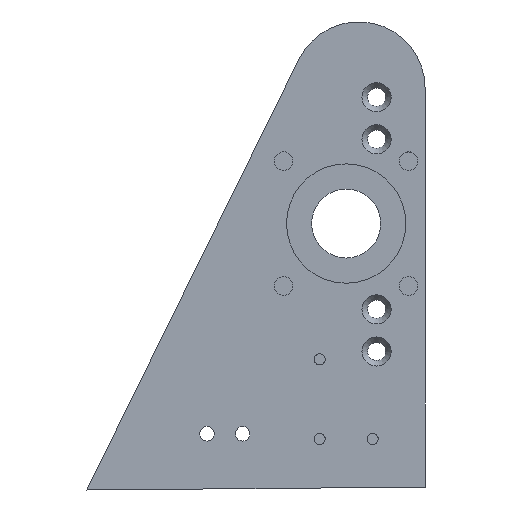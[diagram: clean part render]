
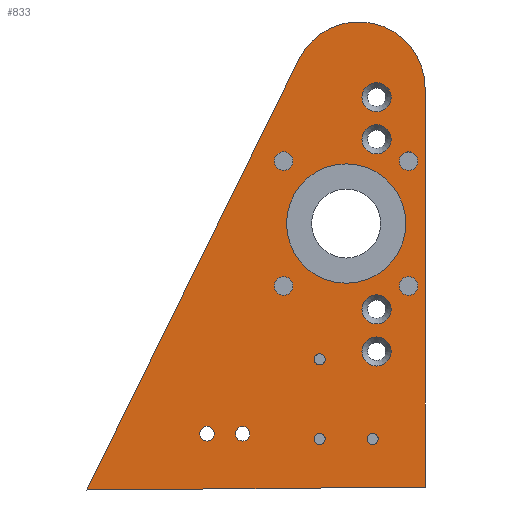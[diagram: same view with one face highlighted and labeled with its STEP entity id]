
A CAD part, left-side view. The second image highlights one B-rep face of the part: STEP entity #833.
In plain terms, the highlighted face is planar.
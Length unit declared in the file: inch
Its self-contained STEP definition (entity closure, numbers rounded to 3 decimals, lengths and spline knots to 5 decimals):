
#24=FACE_BOUND('',#177,.T.);
#25=FACE_BOUND('',#178,.T.);
#26=FACE_BOUND('',#179,.T.);
#27=FACE_BOUND('',#180,.T.);
#28=FACE_BOUND('',#181,.T.);
#29=FACE_BOUND('',#182,.T.);
#30=FACE_BOUND('',#183,.T.);
#31=FACE_BOUND('',#184,.T.);
#32=FACE_BOUND('',#185,.T.);
#33=FACE_BOUND('',#186,.T.);
#34=FACE_BOUND('',#187,.T.);
#35=FACE_BOUND('',#188,.T.);
#36=FACE_BOUND('',#189,.T.);
#37=FACE_BOUND('',#190,.T.);
#61=PLANE('',#937);
#124=FACE_OUTER_BOUND('',#176,.T.);
#176=EDGE_LOOP('',(#722,#723,#724,#725));
#177=EDGE_LOOP('',(#726));
#178=EDGE_LOOP('',(#727));
#179=EDGE_LOOP('',(#728));
#180=EDGE_LOOP('',(#729));
#181=EDGE_LOOP('',(#730));
#182=EDGE_LOOP('',(#731));
#183=EDGE_LOOP('',(#732));
#184=EDGE_LOOP('',(#733));
#185=EDGE_LOOP('',(#734));
#186=EDGE_LOOP('',(#735));
#187=EDGE_LOOP('',(#736));
#188=EDGE_LOOP('',(#737));
#189=EDGE_LOOP('',(#738));
#190=EDGE_LOOP('',(#739));
#253=LINE('',#1396,#322);
#254=LINE('',#1397,#323);
#255=LINE('',#1398,#324);
#322=VECTOR('',#1162,0.3937);
#323=VECTOR('',#1163,0.3937);
#324=VECTOR('',#1164,0.3937);
#342=CIRCLE('',#858,0.21654);
#345=CIRCLE('',#862,0.21654);
#348=CIRCLE('',#866,0.21654);
#351=CIRCLE('',#870,0.21654);
#355=CIRCLE('',#875,0.98425);
#360=CIRCLE('',#885,0.10827);
#362=CIRCLE('',#888,0.10827);
#367=CIRCLE('',#896,0.88583);
#376=CIRCLE('',#913,0.08268);
#377=CIRCLE('',#915,0.08268);
#378=CIRCLE('',#917,0.08268);
#380=CIRCLE('',#930,0.1378);
#381=CIRCLE('',#932,0.1378);
#382=CIRCLE('',#934,0.1378);
#383=CIRCLE('',#936,0.1378);
#384=VERTEX_POINT('',#1203);
#387=VERTEX_POINT('',#1211);
#390=VERTEX_POINT('',#1219);
#393=VERTEX_POINT('',#1227);
#398=VERTEX_POINT('',#1238);
#399=VERTEX_POINT('',#1240);
#404=VERTEX_POINT('',#1260);
#406=VERTEX_POINT('',#1266);
#411=VERTEX_POINT('',#1281);
#422=VERTEX_POINT('',#1312);
#423=VERTEX_POINT('',#1316);
#424=VERTEX_POINT('',#1320);
#442=VERTEX_POINT('',#1378);
#443=VERTEX_POINT('',#1382);
#444=VERTEX_POINT('',#1386);
#445=VERTEX_POINT('',#1390);
#446=VERTEX_POINT('',#1394);
#447=VERTEX_POINT('',#1395);
#458=EDGE_CURVE('',#384,#384,#342,.T.);
#462=EDGE_CURVE('',#387,#387,#345,.T.);
#466=EDGE_CURVE('',#390,#390,#348,.T.);
#470=EDGE_CURVE('',#393,#393,#351,.T.);
#476=EDGE_CURVE('',#398,#399,#355,.T.);
#486=EDGE_CURVE('',#404,#404,#360,.T.);
#489=EDGE_CURVE('',#406,#406,#362,.T.);
#496=EDGE_CURVE('',#411,#411,#367,.T.);
#508=EDGE_CURVE('',#422,#422,#376,.T.);
#510=EDGE_CURVE('',#423,#423,#377,.T.);
#512=EDGE_CURVE('',#424,#424,#378,.T.);
#541=EDGE_CURVE('',#442,#442,#380,.T.);
#543=EDGE_CURVE('',#443,#443,#381,.T.);
#545=EDGE_CURVE('',#444,#444,#382,.T.);
#547=EDGE_CURVE('',#445,#445,#383,.T.);
#549=EDGE_CURVE('',#446,#447,#253,.T.);
#550=EDGE_CURVE('',#399,#447,#254,.T.);
#551=EDGE_CURVE('',#446,#398,#255,.T.);
#722=ORIENTED_EDGE('',*,*,#549,.T.);
#723=ORIENTED_EDGE('',*,*,#550,.F.);
#724=ORIENTED_EDGE('',*,*,#476,.F.);
#725=ORIENTED_EDGE('',*,*,#551,.F.);
#726=ORIENTED_EDGE('',*,*,#458,.T.);
#727=ORIENTED_EDGE('',*,*,#462,.T.);
#728=ORIENTED_EDGE('',*,*,#466,.T.);
#729=ORIENTED_EDGE('',*,*,#470,.T.);
#730=ORIENTED_EDGE('',*,*,#547,.T.);
#731=ORIENTED_EDGE('',*,*,#545,.T.);
#732=ORIENTED_EDGE('',*,*,#543,.T.);
#733=ORIENTED_EDGE('',*,*,#541,.T.);
#734=ORIENTED_EDGE('',*,*,#486,.T.);
#735=ORIENTED_EDGE('',*,*,#489,.T.);
#736=ORIENTED_EDGE('',*,*,#508,.T.);
#737=ORIENTED_EDGE('',*,*,#510,.T.);
#738=ORIENTED_EDGE('',*,*,#512,.T.);
#739=ORIENTED_EDGE('',*,*,#496,.T.);
#833=ADVANCED_FACE('',(#124,#24,#25,#26,#27,#28,#29,#30,#31,#32,#33,#34,
#35,#36,#37),#61,.F.);
#858=AXIS2_PLACEMENT_3D('',#1204,#953,#954);
#862=AXIS2_PLACEMENT_3D('',#1212,#962,#963);
#866=AXIS2_PLACEMENT_3D('',#1220,#971,#972);
#870=AXIS2_PLACEMENT_3D('',#1228,#980,#981);
#875=AXIS2_PLACEMENT_3D('',#1241,#992,#993);
#885=AXIS2_PLACEMENT_3D('',#1261,#1017,#1018);
#888=AXIS2_PLACEMENT_3D('',#1267,#1024,#1025);
#896=AXIS2_PLACEMENT_3D('',#1282,#1042,#1043);
#913=AXIS2_PLACEMENT_3D('',#1313,#1079,#1080);
#915=AXIS2_PLACEMENT_3D('',#1317,#1084,#1085);
#917=AXIS2_PLACEMENT_3D('',#1321,#1089,#1090);
#930=AXIS2_PLACEMENT_3D('',#1379,#1142,#1143);
#932=AXIS2_PLACEMENT_3D('',#1383,#1147,#1148);
#934=AXIS2_PLACEMENT_3D('',#1387,#1152,#1153);
#936=AXIS2_PLACEMENT_3D('',#1391,#1157,#1158);
#937=AXIS2_PLACEMENT_3D('',#1393,#1160,#1161);
#953=DIRECTION('center_axis',(-1.,0.,0.));
#954=DIRECTION('ref_axis',(0.,-1.,0.));
#962=DIRECTION('center_axis',(-1.,0.,0.));
#963=DIRECTION('ref_axis',(0.,-1.,0.));
#971=DIRECTION('center_axis',(-1.,0.,0.));
#972=DIRECTION('ref_axis',(0.,-1.,0.));
#980=DIRECTION('center_axis',(-1.,0.,0.));
#981=DIRECTION('ref_axis',(0.,-1.,0.));
#992=DIRECTION('center_axis',(-1.,0.,0.));
#993=DIRECTION('ref_axis',(0.,0.897,-0.442));
#1017=DIRECTION('center_axis',(-1.,0.,0.));
#1018=DIRECTION('ref_axis',(0.,-1.,0.));
#1024=DIRECTION('center_axis',(-1.,0.,0.));
#1025=DIRECTION('ref_axis',(0.,-1.,0.));
#1042=DIRECTION('center_axis',(-1.,0.,0.));
#1043=DIRECTION('ref_axis',(0.,-1.,0.));
#1079=DIRECTION('center_axis',(-1.,0.,0.));
#1080=DIRECTION('ref_axis',(0.,-1.,0.));
#1084=DIRECTION('center_axis',(-1.,0.,0.));
#1085=DIRECTION('ref_axis',(0.,-1.,0.));
#1089=DIRECTION('center_axis',(-1.,0.,0.));
#1090=DIRECTION('ref_axis',(0.,-1.,0.));
#1142=DIRECTION('center_axis',(-1.,0.,0.));
#1143=DIRECTION('ref_axis',(0.,-1.,0.));
#1147=DIRECTION('center_axis',(-1.,0.,0.));
#1148=DIRECTION('ref_axis',(0.,-1.,0.));
#1152=DIRECTION('center_axis',(-1.,0.,0.));
#1153=DIRECTION('ref_axis',(0.,-1.,0.));
#1157=DIRECTION('center_axis',(-1.,0.,0.));
#1158=DIRECTION('ref_axis',(0.,-1.,0.));
#1160=DIRECTION('center_axis',(-1.,0.,0.));
#1161=DIRECTION('ref_axis',(0.,1.,0.));
#1162=DIRECTION('',(0.,-1.,-0.009));
#1163=DIRECTION('',(0.,0.,1.));
#1164=DIRECTION('',(0.,-0.442,-0.897));
#1203=CARTESIAN_POINT('',(14.58268,-7.35234,-6.88959));
#1204=CARTESIAN_POINT('Origin',(14.58268,-7.56888,-6.88959));
#1211=CARTESIAN_POINT('',(14.58268,-7.35234,-4.36498));
#1212=CARTESIAN_POINT('Origin',(14.58268,-7.56888,-4.36498));
#1219=CARTESIAN_POINT('',(14.58268,-7.35234,-7.51459));
#1220=CARTESIAN_POINT('Origin',(14.58268,-7.56888,-7.51459));
#1227=CARTESIAN_POINT('',(14.58268,-7.35234,-3.73998));
#1228=CARTESIAN_POINT('Origin',(14.58268,-7.56888,-3.73998));
#1238=CARTESIAN_POINT('',(14.58268,-6.42207,-8.08395));
#1240=CARTESIAN_POINT('',(14.58268,-8.28923,-7.65746));
#1241=CARTESIAN_POINT('Origin',(14.58268,-7.30501,-7.64902));
#1260=CARTESIAN_POINT('',(14.58268,-5.47244,-2.51969));
#1261=CARTESIAN_POINT('Origin',(14.58268,-5.58071,-2.51969));
#1266=CARTESIAN_POINT('',(14.58268,-4.94488,-2.51969));
#1267=CARTESIAN_POINT('Origin',(14.58268,-5.05315,-2.51969));
#1281=CARTESIAN_POINT('',(14.58268,-6.23198,-5.63918));
#1282=CARTESIAN_POINT('Origin',(14.58268,-7.11781,-5.63918));
#1312=CARTESIAN_POINT('',(14.58268,-7.42883,-2.44233));
#1313=CARTESIAN_POINT('Origin',(14.58268,-7.51151,-2.44233));
#1316=CARTESIAN_POINT('',(14.58268,-6.64143,-3.62343));
#1317=CARTESIAN_POINT('Origin',(14.58268,-6.72411,-3.62343));
#1320=CARTESIAN_POINT('',(14.58268,-6.64143,-2.44233));
#1321=CARTESIAN_POINT('Origin',(14.58268,-6.72411,-2.44233));
#1378=CARTESIAN_POINT('',(14.58268,-7.90718,-6.56635));
#1379=CARTESIAN_POINT('Origin',(14.58268,-8.04497,-6.56635));
#1382=CARTESIAN_POINT('',(14.58268,-6.05285,-6.56635));
#1383=CARTESIAN_POINT('Origin',(14.58268,-6.19064,-6.56635));
#1386=CARTESIAN_POINT('',(14.58268,-7.90718,-4.71202));
#1387=CARTESIAN_POINT('Origin',(14.58268,-8.04497,-4.71202));
#1390=CARTESIAN_POINT('',(14.58268,-6.05285,-4.71202));
#1391=CARTESIAN_POINT('Origin',(14.58268,-6.19064,-4.71202));
#1393=CARTESIAN_POINT('Origin',(14.58268,-5.26765,-1.87633));
#1394=CARTESIAN_POINT('',(14.58268,-3.26953,-1.68402));
#1395=CARTESIAN_POINT('',(14.58268,-8.28923,-1.72707));
#1396=CARTESIAN_POINT('',(14.58268,-6.80461,-1.71434));
#1397=CARTESIAN_POINT('',(14.58268,-8.28923,-7.65746));
#1398=CARTESIAN_POINT('',(14.58268,-6.42207,-8.08395));
